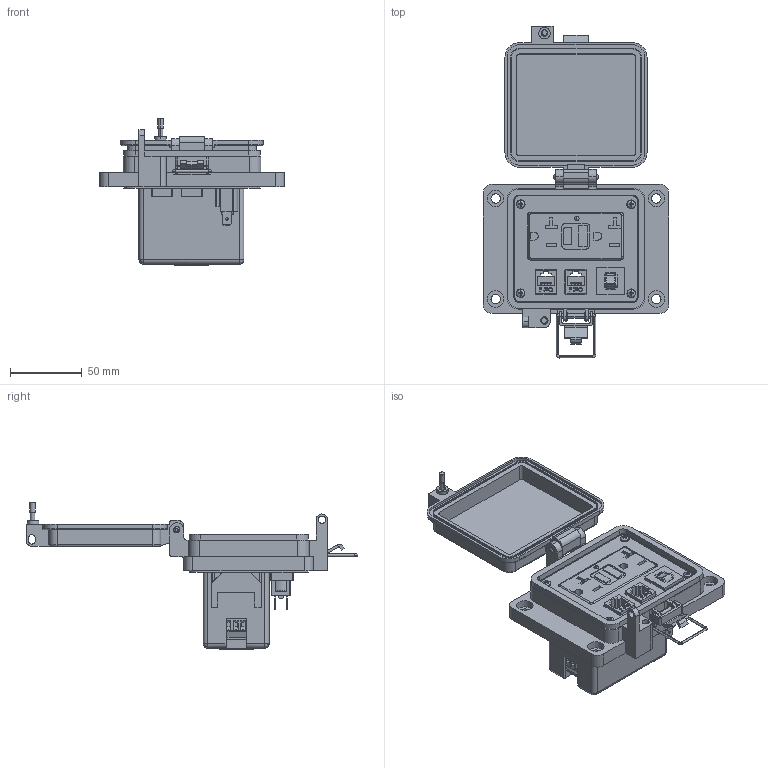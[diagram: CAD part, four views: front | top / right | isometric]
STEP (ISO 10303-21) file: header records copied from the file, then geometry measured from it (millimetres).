
FILE_DESCRIPTION (( 'STEP AP214' ), '1' );
FILE_NAME ('P-R62#2-K3RF3_3D.STEP', '2017-09-07T17:10:43', ( '' ), ( '' ), 'SwSTEP 2.0', 'SolidWorks 2017', '' );
FILE_SCHEMA (( 'AUTOMOTIVE_DESIGN' ));
Length unit declared in the file: millimetre
Products named in the file (11): 92005A124_METRIC PAN HEAD PHILLIPS MACHINE SCREW_92005A124; Z-H-K3_B; RF; Z-200-OTLT-RIOF_RF; Z-CB-SM; R62; Z-300-RJ45CAT6; P-R62#2-K3RF3_TP; P-R62#2-K3RF3_FP; P-R62#2-K3RF3_BP; P-R62#2-K3RF3_3D
Assembly tree (14 placements, depth 3):
  P-R62#2-K3RF3_3D
    P-R62#2-K3RF3_BP
    P-R62#2-K3RF3_FP
    P-R62#2-K3RF3_TP
    R62  x2
      Z-300-RJ45CAT6
    Z-CB-SM
    RF
      Z-200-OTLT-RIOF_RF
    Z-H-K3_B
    92005A124_METRIC PAN HEAD PHILLIPS MACHINE SCREW_92005A124  x4
Bounding box: 129 x 231.28 x 102.7 mm (x, y, z)
Volume: 289046.1 mm3; surface area: 170818.9 mm2
Topology: 23 solids, 23 shells, 3215 faces, 8919 edges, 5883 vertices
Faces by surface type: plane 1720, cylinder 1160, bspline 244, cone 45, torus 38, sphere 8
Entity records: 101950 total; most frequent: CARTESIAN_POINT 22948, ORIENTED_EDGE 13136, DIRECTION 11339, EDGE_CURVE 6568, VECTOR 4505, LINE 4505, VERTEX_POINT 4326, AXIS2_PLACEMENT_3D 3417
